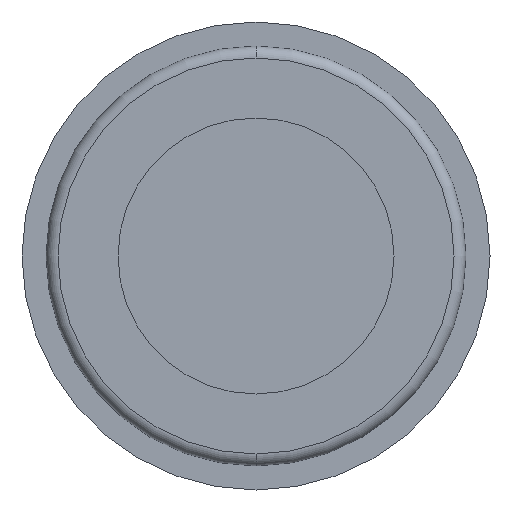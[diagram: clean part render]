
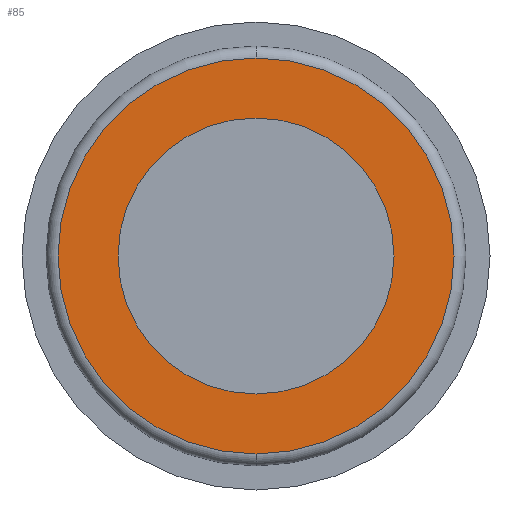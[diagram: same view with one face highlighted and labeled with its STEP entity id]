
A CAD part, front view. The second image highlights one B-rep face of the part: STEP entity #85.
In plain terms, the highlighted planar face has unit normal (0, -1, 0).
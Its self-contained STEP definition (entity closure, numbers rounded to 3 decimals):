
#17 = EDGE_CURVE ( 'NONE', #275, #198, #119, .T. ) ;
#27 = EDGE_CURVE ( 'NONE', #269, #397, #103, .T. ) ;
#69 = EDGE_CURVE ( 'NONE', #397, #269, #573, .T. ) ;
#70 = EDGE_CURVE ( 'NONE', #198, #275, #522, .T. ) ;
#85 = ADVANCED_FACE ( 'NONE', ( #411, #211 ), #718, .F. ) ;
#103 = CIRCLE ( 'NONE', #124, 11.5 ) ;
#111 = AXIS2_PLACEMENT_3D ( 'NONE', #470, #469, #468 ) ;
#119 = CIRCLE ( 'NONE', #111, 16.5 ) ;
#124 = AXIS2_PLACEMENT_3D ( 'NONE', #441, #440, #439 ) ;
#198 = VERTEX_POINT ( 'NONE', #779 ) ;
#211 = FACE_BOUND ( 'NONE', #283, .T. ) ;
#250 = EDGE_LOOP ( 'NONE', ( #326, #321 ) ) ;
#269 = VERTEX_POINT ( 'NONE', #774 ) ;
#275 = VERTEX_POINT ( 'NONE', #781 ) ;
#283 = EDGE_LOOP ( 'NONE', ( #325, #318 ) ) ;
#318 = ORIENTED_EDGE ( 'NONE', *, *, #27, .T. ) ;
#321 = ORIENTED_EDGE ( 'NONE', *, *, #17, .T. ) ;
#325 = ORIENTED_EDGE ( 'NONE', *, *, #69, .T. ) ;
#326 = ORIENTED_EDGE ( 'NONE', *, *, #70, .T. ) ;
#397 = VERTEX_POINT ( 'NONE', #759 ) ;
#411 = FACE_OUTER_BOUND ( 'NONE', #250, .T. ) ;
#439 = DIRECTION ( 'NONE',  ( 0., 0., 1. ) ) ;
#440 = DIRECTION ( 'NONE',  ( 0., 1., 0. ) ) ;
#441 = CARTESIAN_POINT ( 'NONE',  ( 0., 0., 0. ) ) ;
#468 = DIRECTION ( 'NONE',  ( 0., 0., 1. ) ) ;
#469 = DIRECTION ( 'NONE',  ( 0., -1., 0. ) ) ;
#470 = CARTESIAN_POINT ( 'NONE',  ( 0., 0., 0. ) ) ;
#522 = CIRCLE ( 'NONE', #540, 16.5 ) ;
#523 = AXIS2_PLACEMENT_3D ( 'NONE', #688, #588, #692 ) ;
#540 = AXIS2_PLACEMENT_3D ( 'NONE', #665, #722, #664 ) ;
#564 = AXIS2_PLACEMENT_3D ( 'NONE', #724, #708, #583 ) ;
#573 = CIRCLE ( 'NONE', #523, 11.5 ) ;
#583 = DIRECTION ( 'NONE',  ( 0., 0., 1. ) ) ;
#588 = DIRECTION ( 'NONE',  ( 0., 1., 0. ) ) ;
#664 = DIRECTION ( 'NONE',  ( 0., 0., 1. ) ) ;
#665 = CARTESIAN_POINT ( 'NONE',  ( 0., 0., 0. ) ) ;
#688 = CARTESIAN_POINT ( 'NONE',  ( 0., 0., 0. ) ) ;
#692 = DIRECTION ( 'NONE',  ( 0., 0., 1. ) ) ;
#708 = DIRECTION ( 'NONE',  ( 0., 1., 0. ) ) ;
#718 = PLANE ( 'NONE',  #564 ) ;
#722 = DIRECTION ( 'NONE',  ( 0., -1., 0. ) ) ;
#724 = CARTESIAN_POINT ( 'NONE',  ( 17.5, 0., 0. ) ) ;
#759 = CARTESIAN_POINT ( 'NONE',  ( 0., 0., 11.5 ) ) ;
#774 = CARTESIAN_POINT ( 'NONE',  ( 0., 0., -11.5 ) ) ;
#779 = CARTESIAN_POINT ( 'NONE',  ( 0., 0., 16.5 ) ) ;
#781 = CARTESIAN_POINT ( 'NONE',  ( 0., 0., -16.5 ) ) ;
